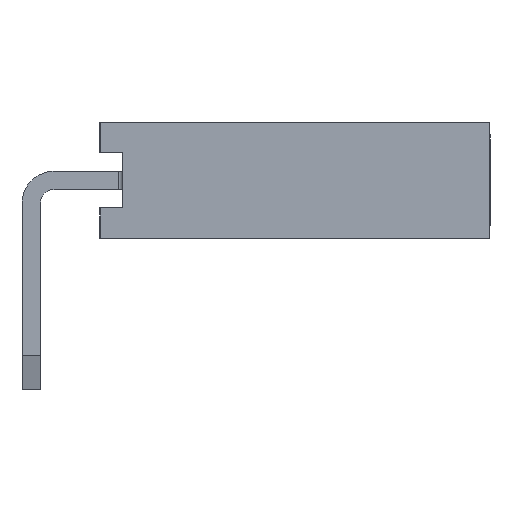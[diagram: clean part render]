
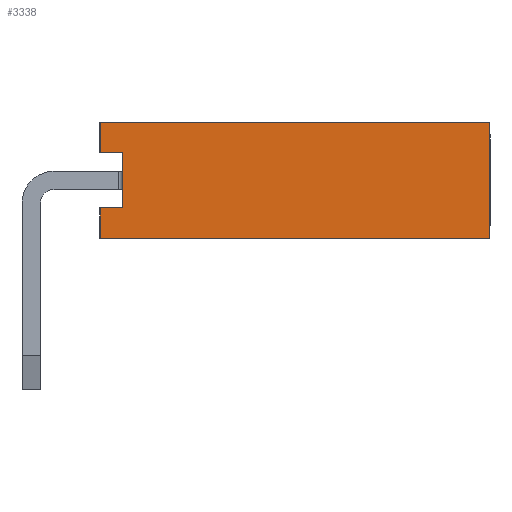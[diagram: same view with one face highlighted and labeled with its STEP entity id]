
A CAD part, left-side view. The second image highlights one B-rep face of the part: STEP entity #3338.
In plain terms, the highlighted planar face has unit normal (-1, 0, 0).
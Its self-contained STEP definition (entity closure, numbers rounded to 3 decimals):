
#3338=ADVANCED_FACE('',(#17894),#17896,.T.);
#17894=FACE_BOUND('',#17895,.T.);
#17895=EDGE_LOOP('',(#29605,#29606,#29607,#29608,#29609,#29610,#29611,#29612));
#17896=PLANE('',#17897);
#17897=AXIS2_PLACEMENT_3D('',#17898,#17899,#17900);
#17898=CARTESIAN_POINT('',(-1.27,-1.5,2.54));
#17899=DIRECTION('',(-1.,0.,0.));
#17900=DIRECTION('',(0.,0.,-1.));
#29605=ORIENTED_EDGE('',*,*,#38037,.T.);
#29606=ORIENTED_EDGE('',*,*,#38038,.T.);
#29607=ORIENTED_EDGE('',*,*,#38039,.T.);
#29608=ORIENTED_EDGE('',*,*,#38040,.F.);
#29609=ORIENTED_EDGE('',*,*,#38041,.F.);
#29610=ORIENTED_EDGE('',*,*,#38042,.T.);
#29611=ORIENTED_EDGE('',*,*,#38043,.T.);
#29612=ORIENTED_EDGE('',*,*,#37465,.T.);
#37465=EDGE_CURVE('',#42913,#42914,#42915,.T.);
#38037=EDGE_CURVE('',#42914,#43721,#43722,.F.);
#38038=EDGE_CURVE('',#43721,#43723,#43724,.T.);
#38039=EDGE_CURVE('',#43723,#43725,#43726,.T.);
#38040=EDGE_CURVE('',#43727,#43725,#43728,.T.);
#38041=EDGE_CURVE('',#43729,#43727,#43730,.T.);
#38042=EDGE_CURVE('',#43729,#43731,#43732,.T.);
#38043=EDGE_CURVE('',#43731,#42913,#43733,.F.);
#42913=VERTEX_POINT('',#52509);
#42914=VERTEX_POINT('',#52510);
#42915=LINE('',#52511,#52512);
#43721=VERTEX_POINT('',#54461);
#43722=LINE('',#54462,#54463);
#43723=VERTEX_POINT('',#54465);
#43724=LINE('',#54466,#54467);
#43725=VERTEX_POINT('',#54469);
#43726=LINE('',#54470,#54471);
#43727=VERTEX_POINT('',#54473);
#43728=LINE('',#54474,#54475);
#43729=VERTEX_POINT('',#54477);
#43730=LINE('',#54478,#54479);
#43731=VERTEX_POINT('',#54481);
#43732=LINE('',#54482,#54483);
#43733=LINE('',#54485,#54486);
#52509=CARTESIAN_POINT('',(-1.27,-2.,1.87));
#52510=CARTESIAN_POINT('',(-1.27,-2.,0.67));
#52511=CARTESIAN_POINT('',(-1.27,-2.,1.87));
#52512=VECTOR('',#52513,1.);
#52513=DIRECTION('',(0.,0.,-1.));
#54461=CARTESIAN_POINT('',(-1.27,-1.5,0.67));
#54462=CARTESIAN_POINT('',(-1.27,-1.5,0.67));
#54463=VECTOR('',#54464,1.);
#54464=DIRECTION('',(0.,-1.,0.));
#54465=CARTESIAN_POINT('',(-1.27,-1.5,0.));
#54466=CARTESIAN_POINT('',(-1.27,-1.5,0.67));
#54467=VECTOR('',#54468,1.);
#54468=DIRECTION('',(0.,0.,-1.));
#54469=CARTESIAN_POINT('',(-1.27,-10.,0.));
#54470=CARTESIAN_POINT('',(-1.27,-1.5,0.));
#54471=VECTOR('',#54472,1.);
#54472=DIRECTION('',(0.,-1.,0.));
#54473=CARTESIAN_POINT('',(-1.27,-10.,2.54));
#54474=CARTESIAN_POINT('',(-1.27,-10.,2.54));
#54475=VECTOR('',#54476,1.);
#54476=DIRECTION('',(0.,0.,-1.));
#54477=CARTESIAN_POINT('',(-1.27,-1.5,2.54));
#54478=CARTESIAN_POINT('',(-1.27,-1.5,2.54));
#54479=VECTOR('',#54480,1.);
#54480=DIRECTION('',(0.,-1.,0.));
#54481=CARTESIAN_POINT('',(-1.27,-1.5,1.87));
#54482=CARTESIAN_POINT('',(-1.27,-1.5,2.54));
#54483=VECTOR('',#54484,1.);
#54484=DIRECTION('',(0.,0.,-1.));
#54485=CARTESIAN_POINT('',(-1.27,-2.,1.87));
#54486=VECTOR('',#54487,1.);
#54487=DIRECTION('',(0.,1.,0.));
